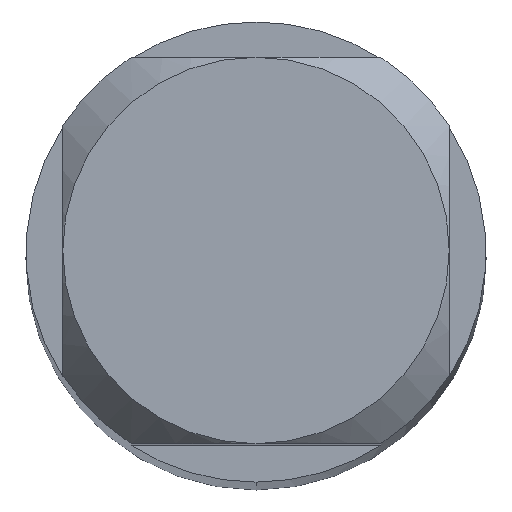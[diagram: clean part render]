
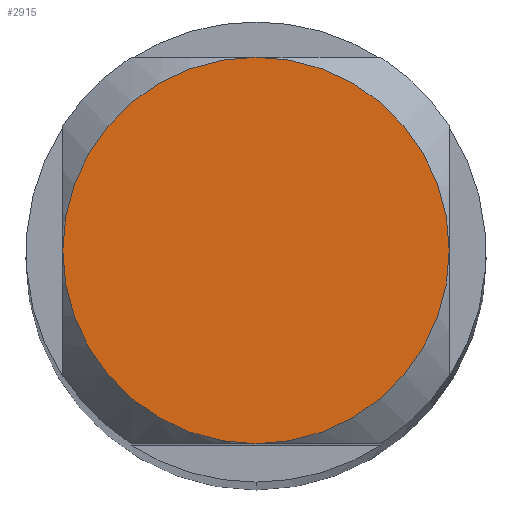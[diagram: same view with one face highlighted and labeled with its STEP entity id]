
A CAD part, top view. The second image highlights one B-rep face of the part: STEP entity #2915.
In plain terms, the highlighted planar face has unit normal (0, 0, 1).
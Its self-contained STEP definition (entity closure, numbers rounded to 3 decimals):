
#2857=EDGE_CURVE('',#4067,#5381,#6603,.T.);
#2915=ADVANCED_FACE('',(#6667),#6668,.T.);
#3049=EDGE_CURVE('',#4899,#3417,#6813,.T.);
#3181=EDGE_CURVE('',#3417,#4067,#6955,.T.);
#3219=EDGE_CURVE('',#5381,#4899,#6998,.T.);
#3417=VERTEX_POINT('',#7212);
#4067=VERTEX_POINT('',#7913);
#4899=VERTEX_POINT('',#8809);
#5381=VERTEX_POINT('',#9345);
#6603=CIRCLE('',#11791,1.05);
#6667=FACE_OUTER_BOUND('',#11905,.T.);
#6668=PLANE('',#11906);
#6813=CIRCLE('',#12230,1.05);
#6955=CIRCLE('',#12534,1.05);
#6998=CIRCLE('',#12632,1.05);
#7212=CARTESIAN_POINT('',(0.0,1.05,0.0));
#7913=CARTESIAN_POINT('',(1.05,0.0,0.0));
#8809=CARTESIAN_POINT('',(-1.05,0.0,0.0));
#9345=CARTESIAN_POINT('',(0.0,-1.05,0.0));
#11791=AXIS2_PLACEMENT_3D('',#19548,#19549,#19550);
#11905=EDGE_LOOP('',(#19622,#19623,#19624,#19625));
#11906=AXIS2_PLACEMENT_3D('',#19626,#19627,#19628);
#12230=AXIS2_PLACEMENT_3D('',#19781,#19782,#19783);
#12534=AXIS2_PLACEMENT_3D('',#19933,#19934,#19935);
#12632=AXIS2_PLACEMENT_3D('',#19983,#19984,#19985);
#19548=CARTESIAN_POINT('',(0.0,0.0,0.0));
#19549=DIRECTION('',(0.0,0.0,-1.0));
#19550=DIRECTION('',(0.0,1.0,0.0));
#19622=ORIENTED_EDGE('',*,*,#3181,.F.);
#19623=ORIENTED_EDGE('',*,*,#3049,.F.);
#19624=ORIENTED_EDGE('',*,*,#3219,.F.);
#19625=ORIENTED_EDGE('',*,*,#2857,.F.);
#19626=CARTESIAN_POINT('',(0.0,0.525,0.0));
#19627=DIRECTION('',(-0.0,0.0,1.0));
#19628=DIRECTION('',(0.0,-1.0,0.0));
#19781=CARTESIAN_POINT('',(0.0,0.0,0.0));
#19782=DIRECTION('',(0.0,0.0,-1.0));
#19783=DIRECTION('',(0.0,1.0,0.0));
#19933=CARTESIAN_POINT('',(0.0,0.0,0.0));
#19934=DIRECTION('',(0.0,0.0,-1.0));
#19935=DIRECTION('',(0.0,1.0,0.0));
#19983=CARTESIAN_POINT('',(0.0,0.0,0.0));
#19984=DIRECTION('',(0.0,0.0,-1.0));
#19985=DIRECTION('',(0.0,1.0,0.0));
